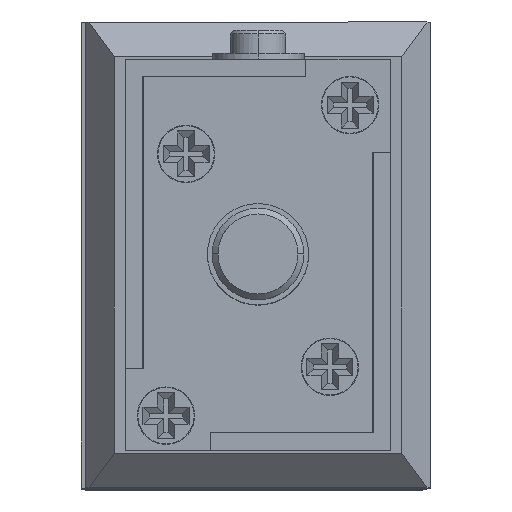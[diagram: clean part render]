
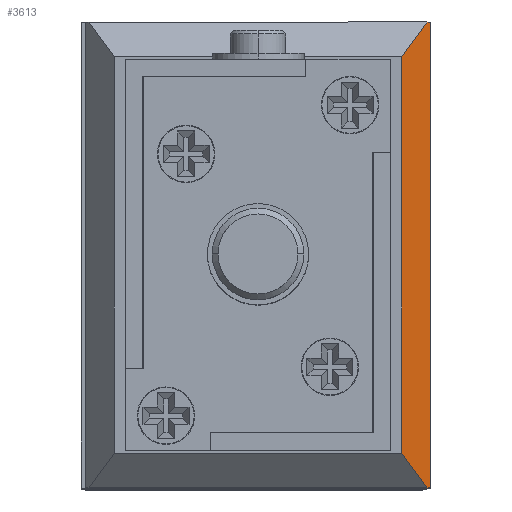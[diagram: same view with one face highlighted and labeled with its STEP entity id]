
A CAD part, top view. The second image highlights one B-rep face of the part: STEP entity #3613.
In plain terms, the highlighted face is planar.
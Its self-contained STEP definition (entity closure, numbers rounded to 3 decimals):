
#198 = LINE ( 'NONE', #4719, #199 ) ;
#199 = VECTOR ( 'NONE', #4718, 1000. ) ;
#255 = LINE ( 'NONE', #8149, #257 ) ;
#257 = VECTOR ( 'NONE', #8148, 1000. ) ;
#260 = LINE ( 'NONE', #8145, #261 ) ;
#261 = VECTOR ( 'NONE', #8144, 1000. ) ;
#264 = LINE ( 'NONE', #8141, #265 ) ;
#265 = VECTOR ( 'NONE', #8140, 1000. ) ;
#352 = LINE ( 'NONE', #6917, #353 ) ;
#353 = VECTOR ( 'NONE', #6918, 1000. ) ;
#398 = LINE ( 'NONE', #6987, #399 ) ;
#399 = VECTOR ( 'NONE', #6988, 1000. ) ;
#1829 = VERTEX_POINT ( 'NONE', #7172 ) ;
#1850 = VERTEX_POINT ( 'NONE', #3828 ) ;
#1898 = VERTEX_POINT ( 'NONE', #3780 ) ;
#1917 = VERTEX_POINT ( 'NONE', #3761 ) ;
#1936 = VERTEX_POINT ( 'NONE', #3742 ) ;
#2026 = VERTEX_POINT ( 'NONE', #4801 ) ;
#2085 = EDGE_CURVE ( 'NONE', #1898, #1917, #198, .T. ) ;
#2120 = EDGE_CURVE ( 'NONE', #1829, #2026, #255, .T. ) ;
#2122 = EDGE_CURVE ( 'NONE', #2026, #1850, #260, .T. ) ;
#2124 = EDGE_CURVE ( 'NONE', #1829, #1898, #264, .T. ) ;
#2180 = EDGE_CURVE ( 'NONE', #1917, #1936, #352, .T. ) ;
#2209 = EDGE_CURVE ( 'NONE', #1850, #1936, #398, .T. ) ;
#3613 = ADVANCED_FACE ( 'NONE', ( #7699 ), #8165, .T. ) ;
#3742 = CARTESIAN_POINT ( 'NONE',  ( -14.682, -20.25, -10.273 ) ) ;
#3761 = CARTESIAN_POINT ( 'NONE',  ( -15., -20.25, -9.875 ) ) ;
#3780 = CARTESIAN_POINT ( 'NONE',  ( -15., 20.25, -9.875 ) ) ;
#3828 = CARTESIAN_POINT ( 'NONE',  ( -12.5, -17.25, -13. ) ) ;
#4506 = EDGE_LOOP ( 'NONE', ( #6855, #6508, #6516, #6823, #6856, #6651 ) ) ;
#4718 = DIRECTION ( 'NONE',  ( 0., -1., 0. ) ) ;
#4719 = CARTESIAN_POINT ( 'NONE',  ( -15., 86.626, -9.875 ) ) ;
#4801 = CARTESIAN_POINT ( 'NONE',  ( -12.5, 17.25, -13. ) ) ;
#6508 = ORIENTED_EDGE ( 'NONE', *, *, #2120, .T. ) ;
#6516 = ORIENTED_EDGE ( 'NONE', *, *, #2122, .T. ) ;
#6651 = ORIENTED_EDGE ( 'NONE', *, *, #2085, .F. ) ;
#6823 = ORIENTED_EDGE ( 'NONE', *, *, #2209, .T. ) ;
#6855 = ORIENTED_EDGE ( 'NONE', *, *, #2124, .F. ) ;
#6856 = ORIENTED_EDGE ( 'NONE', *, *, #2180, .F. ) ;
#6917 = CARTESIAN_POINT ( 'NONE',  ( -13.476, -20.25, -11.78 ) ) ;
#6918 = DIRECTION ( 'NONE',  ( 0.625, 0., -0.781 ) ) ;
#6987 = CARTESIAN_POINT ( 'NONE',  ( 7.436, 10.162, -37.92 ) ) ;
#6988 = DIRECTION ( 'NONE',  ( -0.474, -0.652, 0.592 ) ) ;
#7172 = CARTESIAN_POINT ( 'NONE',  ( -14.682, 20.25, -10.273 ) ) ;
#7699 = FACE_OUTER_BOUND ( 'NONE', #4506, .T. ) ;
#8140 = DIRECTION ( 'NONE',  ( -0.625, 0., 0.781 ) ) ;
#8141 = CARTESIAN_POINT ( 'NONE',  ( -13.476, 20.25, -11.78 ) ) ;
#8144 = DIRECTION ( 'NONE',  ( 0., -1., 0. ) ) ;
#8145 = CARTESIAN_POINT ( 'NONE',  ( -12.5, 86.626, -13. ) ) ;
#8148 = DIRECTION ( 'NONE',  ( 0.474, -0.652, -0.592 ) ) ;
#8149 = CARTESIAN_POINT ( 'NONE',  ( 9.128, -12.489, -40.035 ) ) ;
#8165 = PLANE ( 'NONE',  #8675 ) ;
#8166 = CARTESIAN_POINT ( 'NONE',  ( -15., 86.626, -9.875 ) ) ;
#8167 = DIRECTION ( 'NONE',  ( -0.781, 0., -0.625 ) ) ;
#8168 = DIRECTION ( 'NONE',  ( -0.625, 0., 0.781 ) ) ;
#8675 = AXIS2_PLACEMENT_3D ( 'NONE', #8166, #8167, #8168 ) ;
